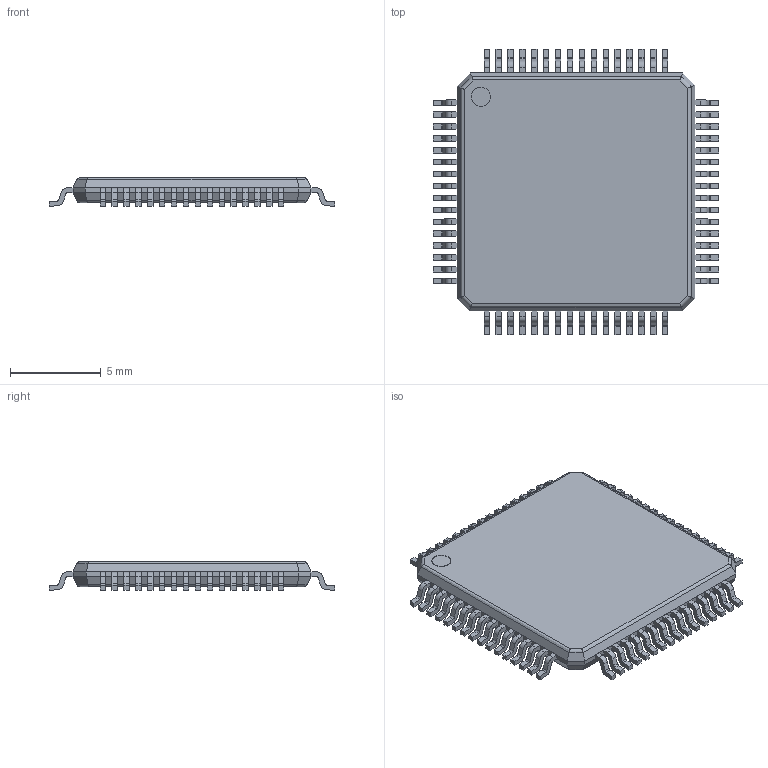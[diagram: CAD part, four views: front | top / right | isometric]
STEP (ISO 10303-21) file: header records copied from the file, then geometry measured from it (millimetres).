
FILE_DESCRIPTION(('FreeCAD Model'),'2;1');
FILE_NAME('Open CASCADE Shape Model','2025-05-05T05:42:51',('FreeCAD'),( 'FreeCAD'),'Open CASCADE STEP processor 7.6','FreeCAD','Unknown');
FILE_SCHEMA(('AUTOMOTIVE_DESIGN { 1 0 10303 214 1 1 1 1 }'));
Length unit declared in the file: millimetre
Products named in the file (1): Open CASCADE STEP translator 7.6 1
Bounding box: 15.78 x 15.78 x 1.58 mm (x, y, z)
Volume: 238.6 mm3; surface area: 527.4 mm2
Topology: 65 solids, 65 shells, 940 faces, 2395 edges, 1586 vertices
Faces by surface type: bspline 940
Entity records: 25499 total; most frequent: CARTESIAN_POINT 11229, ORIENTED_EDGE 4790, EDGE_CURVE 2395, B_SPLINE_CURVE_WITH_KNOTS 1865, VERTEX_POINT 1586, FACE_BOUND 941, EDGE_LOOP 941, ADVANCED_FACE 940
